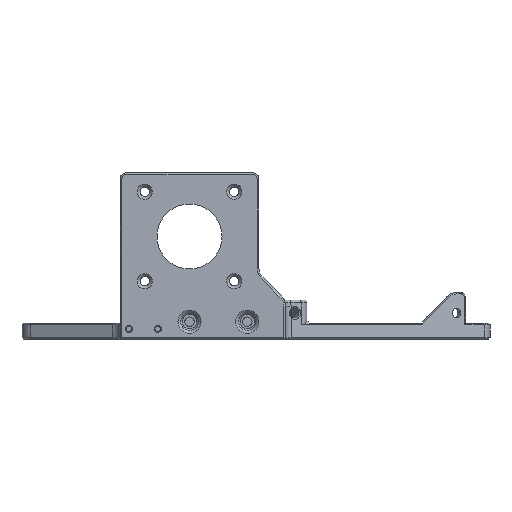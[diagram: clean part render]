
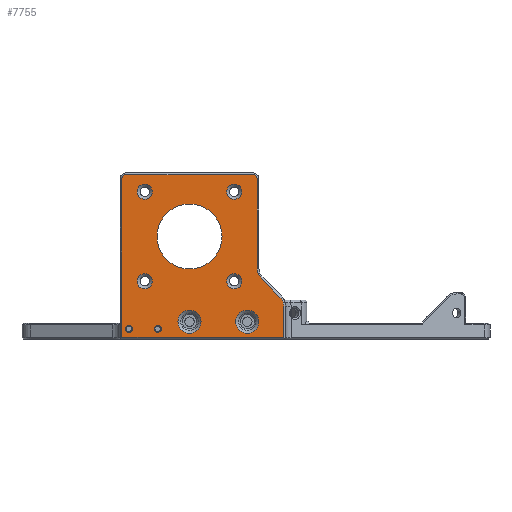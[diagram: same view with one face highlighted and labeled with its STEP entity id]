
A CAD part, left-side view. The second image highlights one B-rep face of the part: STEP entity #7755.
In plain terms, the highlighted planar face has unit normal (-1, 0, 0).
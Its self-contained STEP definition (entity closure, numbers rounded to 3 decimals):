
#161=FACE_BOUND('',#916,.T.);
#162=FACE_BOUND('',#917,.T.);
#163=FACE_BOUND('',#918,.T.);
#164=FACE_BOUND('',#919,.T.);
#165=FACE_BOUND('',#920,.T.);
#166=FACE_BOUND('',#921,.T.);
#167=FACE_BOUND('',#922,.T.);
#168=FACE_BOUND('',#923,.T.);
#169=FACE_BOUND('',#924,.T.);
#285=CIRCLE('',#8244,4.);
#286=CIRCLE('',#8246,4.4);
#287=CIRCLE('',#8247,5.6);
#288=CIRCLE('',#8248,1.4);
#289=CIRCLE('',#8249,1.4);
#290=CIRCLE('',#8250,4.);
#291=CIRCLE('',#8251,1.2);
#292=CIRCLE('',#8252,2.6);
#293=CIRCLE('',#8253,2.6);
#294=CIRCLE('',#8254,2.6);
#295=CIRCLE('',#8255,2.6);
#296=CIRCLE('',#8256,1.2);
#297=CIRCLE('',#8257,11.25);
#473=FACE_OUTER_BOUND('',#915,.T.);
#915=EDGE_LOOP('',(#5325,#5326,#5327,#5328,#5329,#5330,#5331,#5332,#5333,
#5334));
#916=EDGE_LOOP('',(#5335));
#917=EDGE_LOOP('',(#5336));
#918=EDGE_LOOP('',(#5337));
#919=EDGE_LOOP('',(#5338));
#920=EDGE_LOOP('',(#5339));
#921=EDGE_LOOP('',(#5340));
#922=EDGE_LOOP('',(#5341));
#923=EDGE_LOOP('',(#5342));
#924=EDGE_LOOP('',(#5343));
#1489=LINE('',#11197,#2426);
#1490=LINE('',#11199,#2427);
#1491=LINE('',#11203,#2428);
#1492=LINE('',#11207,#2429);
#1493=LINE('',#11211,#2430);
#1494=LINE('',#11214,#2431);
#2426=VECTOR('',#9021,10.);
#2427=VECTOR('',#9022,10.);
#2428=VECTOR('',#9025,10.);
#2429=VECTOR('',#9028,10.);
#2430=VECTOR('',#9031,10.);
#2431=VECTOR('',#9034,10.);
#3381=VERTEX_POINT('',#11191);
#3382=VERTEX_POINT('',#11195);
#3383=VERTEX_POINT('',#11196);
#3384=VERTEX_POINT('',#11198);
#3385=VERTEX_POINT('',#11200);
#3386=VERTEX_POINT('',#11202);
#3387=VERTEX_POINT('',#11204);
#3388=VERTEX_POINT('',#11206);
#3389=VERTEX_POINT('',#11208);
#3390=VERTEX_POINT('',#11210);
#3391=VERTEX_POINT('',#11212);
#3392=VERTEX_POINT('',#11215);
#3393=VERTEX_POINT('',#11217);
#3394=VERTEX_POINT('',#11219);
#3395=VERTEX_POINT('',#11221);
#3396=VERTEX_POINT('',#11223);
#3397=VERTEX_POINT('',#11225);
#3398=VERTEX_POINT('',#11227);
#3399=VERTEX_POINT('',#11229);
#4131=EDGE_CURVE('',#3381,#3381,#285,.T.);
#4133=EDGE_CURVE('',#3382,#3383,#1489,.T.);
#4134=EDGE_CURVE('',#3384,#3382,#1490,.T.);
#4135=EDGE_CURVE('',#3385,#3384,#286,.T.);
#4136=EDGE_CURVE('',#3386,#3385,#1491,.T.);
#4137=EDGE_CURVE('',#3387,#3386,#287,.T.);
#4138=EDGE_CURVE('',#3388,#3387,#1492,.T.);
#4139=EDGE_CURVE('',#3389,#3388,#288,.T.);
#4140=EDGE_CURVE('',#3390,#3389,#1493,.T.);
#4141=EDGE_CURVE('',#3391,#3390,#289,.T.);
#4142=EDGE_CURVE('',#3383,#3391,#1494,.T.);
#4143=EDGE_CURVE('',#3392,#3392,#290,.T.);
#4144=EDGE_CURVE('',#3393,#3393,#291,.T.);
#4145=EDGE_CURVE('',#3394,#3394,#292,.T.);
#4146=EDGE_CURVE('',#3395,#3395,#293,.T.);
#4147=EDGE_CURVE('',#3396,#3396,#294,.T.);
#4148=EDGE_CURVE('',#3397,#3397,#295,.T.);
#4149=EDGE_CURVE('',#3398,#3398,#296,.T.);
#4150=EDGE_CURVE('',#3399,#3399,#297,.T.);
#5325=ORIENTED_EDGE('',*,*,#4133,.F.);
#5326=ORIENTED_EDGE('',*,*,#4134,.F.);
#5327=ORIENTED_EDGE('',*,*,#4135,.F.);
#5328=ORIENTED_EDGE('',*,*,#4136,.F.);
#5329=ORIENTED_EDGE('',*,*,#4137,.F.);
#5330=ORIENTED_EDGE('',*,*,#4138,.F.);
#5331=ORIENTED_EDGE('',*,*,#4139,.F.);
#5332=ORIENTED_EDGE('',*,*,#4140,.F.);
#5333=ORIENTED_EDGE('',*,*,#4141,.F.);
#5334=ORIENTED_EDGE('',*,*,#4142,.F.);
#5335=ORIENTED_EDGE('',*,*,#4143,.F.);
#5336=ORIENTED_EDGE('',*,*,#4144,.F.);
#5337=ORIENTED_EDGE('',*,*,#4145,.F.);
#5338=ORIENTED_EDGE('',*,*,#4146,.F.);
#5339=ORIENTED_EDGE('',*,*,#4147,.F.);
#5340=ORIENTED_EDGE('',*,*,#4148,.F.);
#5341=ORIENTED_EDGE('',*,*,#4149,.F.);
#5342=ORIENTED_EDGE('',*,*,#4150,.T.);
#5343=ORIENTED_EDGE('',*,*,#4131,.F.);
#7438=PLANE('',#8245);
#7755=ADVANCED_FACE('',(#473,#161,#162,#163,#164,#165,#166,#167,#168,#169),
#7438,.T.);
#8244=AXIS2_PLACEMENT_3D('',#11192,#9016,#9017);
#8245=AXIS2_PLACEMENT_3D('',#11194,#9019,#9020);
#8246=AXIS2_PLACEMENT_3D('',#11201,#9023,#9024);
#8247=AXIS2_PLACEMENT_3D('',#11205,#9026,#9027);
#8248=AXIS2_PLACEMENT_3D('',#11209,#9029,#9030);
#8249=AXIS2_PLACEMENT_3D('',#11213,#9032,#9033);
#8250=AXIS2_PLACEMENT_3D('',#11216,#9035,#9036);
#8251=AXIS2_PLACEMENT_3D('',#11218,#9037,#9038);
#8252=AXIS2_PLACEMENT_3D('',#11220,#9039,#9040);
#8253=AXIS2_PLACEMENT_3D('',#11222,#9041,#9042);
#8254=AXIS2_PLACEMENT_3D('',#11224,#9043,#9044);
#8255=AXIS2_PLACEMENT_3D('',#11226,#9045,#9046);
#8256=AXIS2_PLACEMENT_3D('',#11228,#9047,#9048);
#8257=AXIS2_PLACEMENT_3D('',#11230,#9049,#9050);
#9016=DIRECTION('center_axis',(-1.,0.,0.));
#9017=DIRECTION('ref_axis',(0.,-1.,0.));
#9019=DIRECTION('center_axis',(-1.,0.,0.));
#9020=DIRECTION('ref_axis',(0.,-1.,0.));
#9021=DIRECTION('',(0.,1.,0.));
#9022=DIRECTION('',(0.,0.,-1.));
#9023=DIRECTION('center_axis',(1.,0.,0.));
#9024=DIRECTION('ref_axis',(0.,-0.924,0.383));
#9025=DIRECTION('',(0.,-0.707,-0.707));
#9026=DIRECTION('center_axis',(-1.,0.,0.));
#9027=DIRECTION('ref_axis',(0.,0.924,-0.383));
#9028=DIRECTION('',(0.,0.,-1.));
#9029=DIRECTION('center_axis',(1.,0.,0.));
#9030=DIRECTION('ref_axis',(0.,-0.707,0.707));
#9031=DIRECTION('',(0.,-1.,0.));
#9032=DIRECTION('center_axis',(1.,0.,0.));
#9033=DIRECTION('ref_axis',(0.,0.707,0.707));
#9034=DIRECTION('',(0.,0.,1.));
#9035=DIRECTION('center_axis',(-1.,0.,0.));
#9036=DIRECTION('ref_axis',(0.,-1.,0.));
#9037=DIRECTION('center_axis',(-1.,0.,0.));
#9038=DIRECTION('ref_axis',(0.,0.,
-1.));
#9039=DIRECTION('center_axis',(-1.,0.,0.));
#9040=DIRECTION('ref_axis',(0.,0.,
-1.));
#9041=DIRECTION('center_axis',(-1.,0.,0.));
#9042=DIRECTION('ref_axis',(0.,0.,
-1.));
#9043=DIRECTION('center_axis',(-1.,0.,0.));
#9044=DIRECTION('ref_axis',(0.,0.,
-1.));
#9045=DIRECTION('center_axis',(-1.,0.,0.));
#9046=DIRECTION('ref_axis',(0.,0.,
-1.));
#9047=DIRECTION('center_axis',(-1.,0.,0.));
#9048=DIRECTION('ref_axis',(0.,0.,
-1.));
#9049=DIRECTION('center_axis',(1.,0.,0.));
#9050=DIRECTION('ref_axis',(0.,0.,
1.));
#11191=CARTESIAN_POINT('',(37.916,256.,-120.284));
#11192=CARTESIAN_POINT('Origin',(37.916,252.,-120.284));
#11194=CARTESIAN_POINT('Origin',(37.916,283.001,-118.784));
#11195=CARTESIAN_POINT('',(37.916,239.401,-125.684));
#11196=CARTESIAN_POINT('',(37.916,295.401,-125.684));
#11197=CARTESIAN_POINT('',(37.916,278.251,-125.684));
#11198=CARTESIAN_POINT('',(37.916,239.401,-114.855));
#11199=CARTESIAN_POINT('',(37.916,239.401,-118.784));
#11200=CARTESIAN_POINT('',(37.916,240.69,-111.744));
#11201=CARTESIAN_POINT('Origin',(37.916,243.801,-114.855));
#11202=CARTESIAN_POINT('',(37.916,246.961,-105.473));
#11203=CARTESIAN_POINT('',(37.916,250.825,-101.609));
#11204=CARTESIAN_POINT('',(37.916,248.601,-101.513));
#11205=CARTESIAN_POINT('Origin',(37.916,243.001,-101.513));
#11206=CARTESIAN_POINT('',(37.916,248.601,-70.784));
#11207=CARTESIAN_POINT('',(37.916,248.601,-102.159));
#11208=CARTESIAN_POINT('',(37.916,250.001,-69.384));
#11209=CARTESIAN_POINT('Origin',(37.916,250.001,-70.784));
#11210=CARTESIAN_POINT('',(37.916,294.001,-69.384));
#11211=CARTESIAN_POINT('',(37.916,272.501,-69.384));
#11212=CARTESIAN_POINT('',(37.916,295.401,-70.784));
#11213=CARTESIAN_POINT('Origin',(37.916,294.001,-70.784));
#11214=CARTESIAN_POINT('',(37.916,295.401,-119.284));
#11215=CARTESIAN_POINT('',(37.916,276.,-120.284));
#11216=CARTESIAN_POINT('Origin',(37.916,272.,-120.284));
#11217=CARTESIAN_POINT('',(37.916,283.,-121.584));
#11218=CARTESIAN_POINT('Origin',(37.916,283.,-122.784));
#11219=CARTESIAN_POINT('',(37.916,287.501,-103.684));
#11220=CARTESIAN_POINT('Origin',(37.916,287.501,-106.284));
#11221=CARTESIAN_POINT('',(37.916,287.501,-72.684));
#11222=CARTESIAN_POINT('Origin',(37.916,287.501,-75.284));
#11223=CARTESIAN_POINT('',(37.916,256.501,-103.684));
#11224=CARTESIAN_POINT('Origin',(37.916,256.501,-106.284));
#11225=CARTESIAN_POINT('',(37.916,256.501,-72.684));
#11226=CARTESIAN_POINT('Origin',(37.916,256.501,-75.284));
#11227=CARTESIAN_POINT('',(37.916,293.,-121.584));
#11228=CARTESIAN_POINT('Origin',(37.916,293.,-122.784));
#11229=CARTESIAN_POINT('',(37.916,272.001,-102.034));
#11230=CARTESIAN_POINT('Origin',(37.916,272.001,-90.784));
